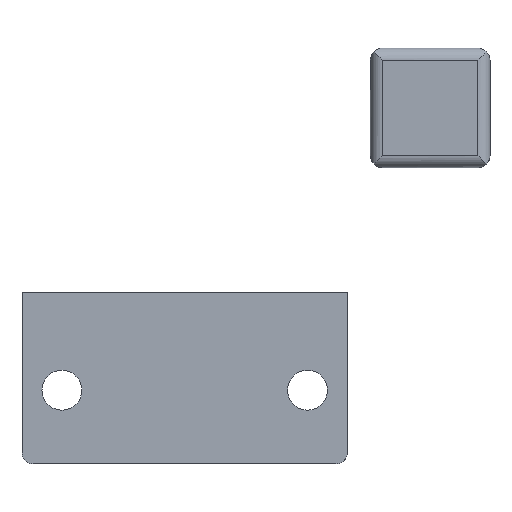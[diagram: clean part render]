
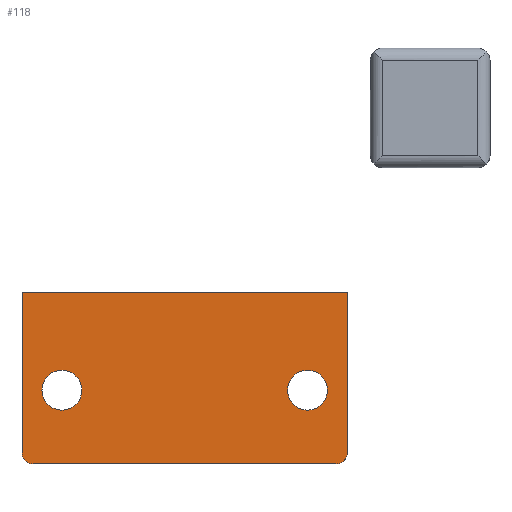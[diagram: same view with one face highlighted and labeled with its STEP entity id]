
A CAD part, front view. The second image highlights one B-rep face of the part: STEP entity #118.
In plain terms, the highlighted planar face has unit normal (0, -1, 0).
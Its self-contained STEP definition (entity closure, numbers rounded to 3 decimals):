
#118=ADVANCED_FACE('',(#283,#284,#285),#286,.F.);
#283=FACE_BOUND('',#476,.T.);
#284=FACE_BOUND('',#477,.T.);
#285=FACE_OUTER_BOUND('',#478,.T.);
#286=PLANE('',#479);
#476=EDGE_LOOP('',(#1084,#1085));
#477=EDGE_LOOP('',(#1086,#1087));
#478=EDGE_LOOP('',(#1088,#1089,#1090,#1091,#1092,#1093));
#479=AXIS2_PLACEMENT_3D('',#1094,#1095,#1096);
#1084=ORIENTED_EDGE('',*,*,#1417,.T.);
#1085=ORIENTED_EDGE('',*,*,#1300,.T.);
#1086=ORIENTED_EDGE('',*,*,#1419,.T.);
#1087=ORIENTED_EDGE('',*,*,#1296,.T.);
#1088=ORIENTED_EDGE('',*,*,#1458,.F.);
#1089=ORIENTED_EDGE('',*,*,#1473,.F.);
#1090=ORIENTED_EDGE('',*,*,#1434,.F.);
#1091=ORIENTED_EDGE('',*,*,#1475,.F.);
#1092=ORIENTED_EDGE('',*,*,#1477,.F.);
#1093=ORIENTED_EDGE('',*,*,#1478,.F.);
#1094=CARTESIAN_POINT('',(0.0,0.,-13.857));
#1095=DIRECTION('',(-0.0,1.0,0.));
#1096=DIRECTION('',(1.0,0.0,0.0));
#1296=EDGE_CURVE('',#1542,#1546,#1548,.T.);
#1300=EDGE_CURVE('',#1550,#1554,#1556,.T.);
#1417=EDGE_CURVE('',#1554,#1550,#1757,.T.);
#1419=EDGE_CURVE('',#1546,#1542,#1759,.T.);
#1434=EDGE_CURVE('',#1781,#1783,#1784,.T.);
#1458=EDGE_CURVE('',#1820,#1822,#1823,.T.);
#1473=EDGE_CURVE('',#1783,#1820,#1843,.T.);
#1475=EDGE_CURVE('',#1844,#1781,#1846,.T.);
#1477=EDGE_CURVE('',#1847,#1844,#1849,.T.);
#1478=EDGE_CURVE('',#1822,#1847,#1850,.T.);
#1542=VERTEX_POINT('',#1954);
#1546=VERTEX_POINT('',#1959);
#1548=CIRCLE('',#1962,3.25);
#1550=VERTEX_POINT('',#1964);
#1554=VERTEX_POINT('',#1969);
#1556=CIRCLE('',#1972,3.25);
#1757=CIRCLE('',#2453,3.25);
#1759=CIRCLE('',#2455,3.25);
#1781=VERTEX_POINT('',#2497);
#1783=VERTEX_POINT('',#2500);
#1784=LINE('',#2501,#2502);
#1820=VERTEX_POINT('',#2618);
#1822=VERTEX_POINT('',#2621);
#1823=LINE('',#2622,#2623);
#1843=LINE('',#2650,#2651);
#1844=VERTEX_POINT('',#2652);
#1846=CIRCLE('',#2655,1.85);
#1847=VERTEX_POINT('',#2656);
#1849=LINE('',#2659,#2660);
#1850=CIRCLE('',#2661,1.85);
#1954=CARTESIAN_POINT('',(23.25,0.,-16.0));
#1959=CARTESIAN_POINT('',(16.75,0.,-16.0));
#1962=AXIS2_PLACEMENT_3D('',#2799,#2800,#2801);
#1964=CARTESIAN_POINT('',(-16.75,0.,-16.0));
#1969=CARTESIAN_POINT('',(-23.25,0.,-16.0));
#1972=AXIS2_PLACEMENT_3D('',#2807,#2808,#2809);
#2453=AXIS2_PLACEMENT_3D('',#2988,#2989,#2990);
#2455=AXIS2_PLACEMENT_3D('',#2994,#2995,#2996);
#2497=CARTESIAN_POINT('',(-26.5,0.,-26.153));
#2500=CARTESIAN_POINT('',(-26.5,0.0,0.0));
#2501=CARTESIAN_POINT('',(-26.5,0.,-6.429));
#2502=VECTOR('',#3020,1.0);
#2618=CARTESIAN_POINT('',(26.5,0.0,0.0));
#2621=CARTESIAN_POINT('',(26.5,0.,-26.153));
#2622=CARTESIAN_POINT('',(26.5,0.,-6.429));
#2623=VECTOR('',#3055,1.0);
#2650=CARTESIAN_POINT('',(-26.5,0.0,0.0));
#2651=VECTOR('',#3084,1.0);
#2652=CARTESIAN_POINT('',(-24.65,0.,-28.0));
#2655=AXIS2_PLACEMENT_3D('',#3086,#3087,#3088);
#2656=CARTESIAN_POINT('',(24.65,0.,-28.0));
#2659=CARTESIAN_POINT('',(24.65,0.,-28.0));
#2660=VECTOR('',#3090,1.0);
#2661=AXIS2_PLACEMENT_3D('',#3091,#3092,#3093);
#2799=CARTESIAN_POINT('',(20.0,0.,-16.0));
#2800=DIRECTION('',(-0.0,1.0,0.));
#2801=DIRECTION('',(1.0,0.0,0.0));
#2807=CARTESIAN_POINT('',(-20.0,0.,-16.0));
#2808=DIRECTION('',(-0.0,1.0,0.));
#2809=DIRECTION('',(1.0,0.0,0.0));
#2988=CARTESIAN_POINT('',(-20.0,0.,-16.0));
#2989=DIRECTION('',(-0.0,1.0,0.));
#2990=DIRECTION('',(1.0,0.0,0.0));
#2994=CARTESIAN_POINT('',(20.0,0.,-16.0));
#2995=DIRECTION('',(-0.0,1.0,0.));
#2996=DIRECTION('',(1.0,0.0,0.0));
#3020=DIRECTION('',(0.0,0.,1.0));
#3055=DIRECTION('',(0.0,0.,-1.0));
#3084=DIRECTION('',(1.0,0.0,0.0));
#3086=CARTESIAN_POINT('',(-24.65,0.,-26.15));
#3087=DIRECTION('',(-0.0,1.0,0.));
#3088=DIRECTION('',(1.0,0.0,0.0));
#3090=DIRECTION('',(-1.0,0.0,0.0));
#3091=CARTESIAN_POINT('',(24.65,0.,-26.15));
#3092=DIRECTION('',(-0.0,1.0,0.));
#3093=DIRECTION('',(1.0,0.0,0.0));
